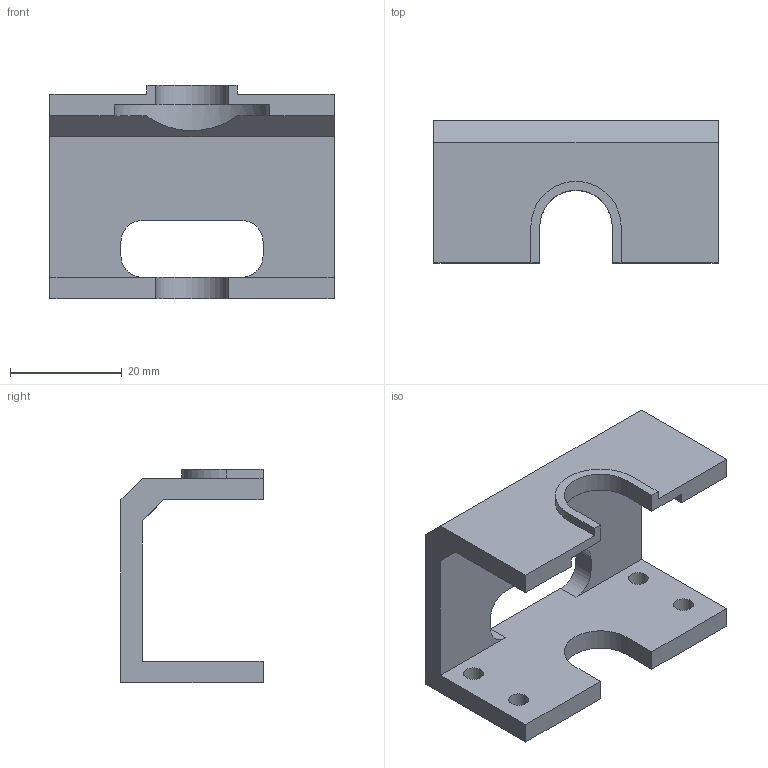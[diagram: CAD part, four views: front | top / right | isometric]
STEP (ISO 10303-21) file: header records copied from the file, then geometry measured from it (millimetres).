
FILE_DESCRIPTION(/* description */ (''),/* implementation_level */ '2;1');
FILE_NAME(/* name */ 'v6.1.1_Rail v12.step',/* time_stamp */ '2019-06-10T09:19:57-07:00',/* author */ (''),/* organization */ (''),/* preprocessor_version */ 'ST-DEVELOPER v18',/* originating_system */ 'Autodesk Translation Framework v8.2.0.1029',/* authorisation */ '');
FILE_SCHEMA (('AUTOMOTIVE_DESIGN { 1 0 10303 214 3 1 1 }'));
Length unit declared in the file: millimetre
Products named in the file (1): v6.1.1_Rail
Bounding box: 50.8 x 25.4 x 38.1 mm (x, y, z)
Volume: 12610.2 mm3; surface area: 8418.7 mm2
Topology: 1 solids, 1 shells, 40 faces, 121 edges, 82 vertices
Faces by surface type: plane 28, cylinder 12
Full cylindrical faces by diameter (mm): 3.556 x4
Entity records: 1420 total; most frequent: CARTESIAN_POINT 244, ORIENTED_EDGE 242, DIRECTION 233, EDGE_CURVE 121, LINE 91, VECTOR 91, VERTEX_POINT 82, AXIS2_PLACEMENT_3D 71
